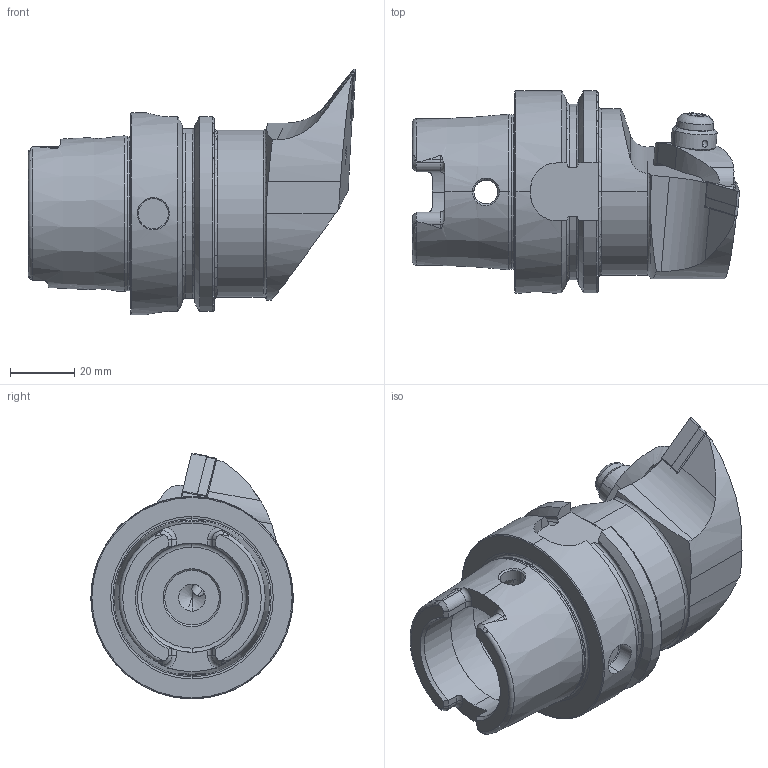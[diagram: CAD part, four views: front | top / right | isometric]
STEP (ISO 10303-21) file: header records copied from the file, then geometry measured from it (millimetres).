
FILE_DESCRIPTION (( 'STEP AP214' ), '1' );
FILE_NAME ('HA6.KVD.LUA.070.STEP', '2020-09-17T07:33:17', ( '' ), ( '' ), 'SwSTEP 2.0', 'SolidWorks 2017', '' );
FILE_SCHEMA (( 'AUTOMOTIVE_DESIGN' ));
Length unit declared in the file: millimetre
Products named in the file (10): ISO 13337 - 3 x 12_PreviewCfg; WCB-ER2.001.009_A; WVD-ER2.101.003_A; KVT_MB_600_050; WCC-ER5.102.012_B; WCC-ER4.103.032_A; WCC-ER3.102.029_C; VNMG160404; HA6.KVD.LUA.070; HA6-KVD.LUA.070_B
Assembly tree (9 placements, depth 2):
  HA6.KVD.LUA.070
    HA6-KVD.LUA.070_B
    WVD-ER2.101.003_A
    WCC-ER5.102.012_B
    WCC-ER4.103.032_A
    ISO 13337 - 3 x 12_PreviewCfg
    WCC-ER3.102.029_C
    VNMG160404
    KVT_MB_600_050
    WCB-ER2.001.009_A
Bounding box: 101.9 x 63 x 76.5 mm (x, y, z)
Volume: 149076.1 mm3; surface area: 35180.6 mm2
Topology: 12 solids, 12 shells, 475 faces, 1186 edges, 726 vertices
Faces by surface type: cylinder 157, plane 133, cone 108, torus 57, bspline 16, sphere 4
Entity records: 17786 total; most frequent: CARTESIAN_POINT 5132, ORIENTED_EDGE 2334, DIRECTION 2289, EDGE_CURVE 1167, AXIS2_PLACEMENT_3D 919, VERTEX_POINT 723, EDGE_LOOP 504, ADVANCED_FACE 475
